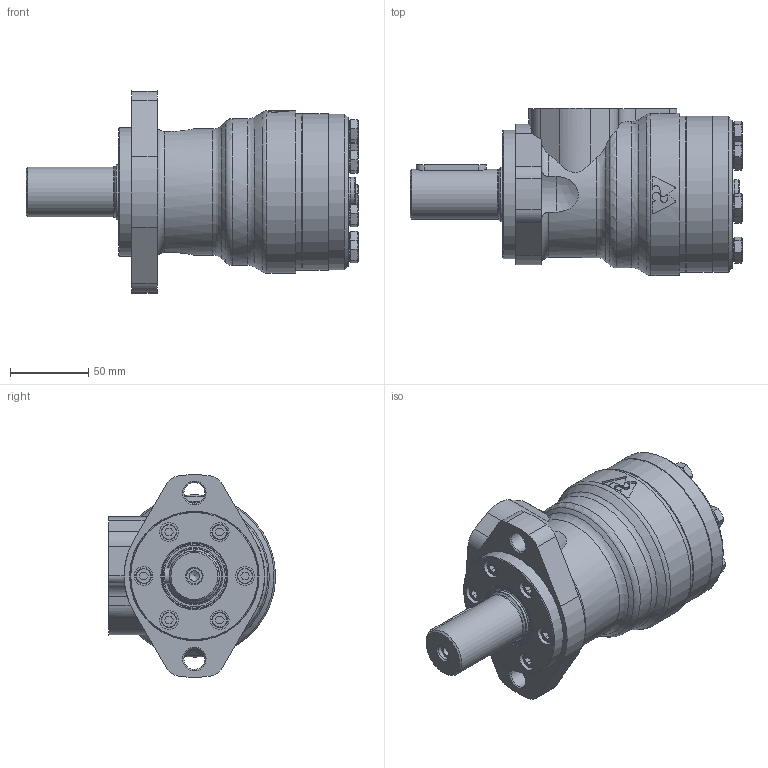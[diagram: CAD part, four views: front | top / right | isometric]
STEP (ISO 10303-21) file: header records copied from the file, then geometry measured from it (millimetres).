
FILE_DESCRIPTION(/* description */ ('STEP AP214'),/* implementation_level */ '2;1');
FILE_NAME(/* name */ 'MR100CBP.stp',/* time_stamp */ '2023-02-13T08:55:41+01:00',/* author */ ('msn'),/* organization */ (''),/* preprocessor_version */ 'ST-DEVELOPER v19.2',/* originating_system */ 'Autodesk Inventor 2023',/* authorisation */ ' ');
FILE_SCHEMA (('AUTOMOTIVE_DESIGN { 1 0 10303 214 3 1 1 }'));
Length unit declared in the file: millimetre
Products named in the file (7): MR100CB; _MRB; _MPCBSH; _MPBMF; _MRVP; _MR100D; _MRF
Assembly tree (6 placements, depth 2):
  MR100CB
    _MRB
    _MPCBSH
    _MPBMF
    _MRVP
    _MR100D
    _MRF
Bounding box: 212.8 x 107 x 129.82 mm (x, y, z)
Volume: 1110633.4 mm3; surface area: 149206 mm2
Topology: 6 solids, 6 shells, 395 faces, 911 edges, 570 vertices
Faces by surface type: plane 210, cylinder 89, cone 76, torus 18, sphere 2
Full cylindrical faces by diameter (mm): 2 x2, 6.647 x5, 7 x1, 10 x7, 11.9 x7, 12 x6, 13 x7, 13.35 x2, 18 x1, 18.631 x2, 19 x1, 32 x1, 35 x1, 35.7 x1, 39.6 x1, 42 x1, 82.3 x1, 82.5 x1, 82.55 x1, 100 x3, 104 x1
Entity records: 11801 total; most frequent: CARTESIAN_POINT 2663, DIRECTION 1907, ORIENTED_EDGE 1802, EDGE_CURVE 901, AXIS2_PLACEMENT_3D 743, VERTEX_POINT 570, EDGE_LOOP 453, LINE 421
